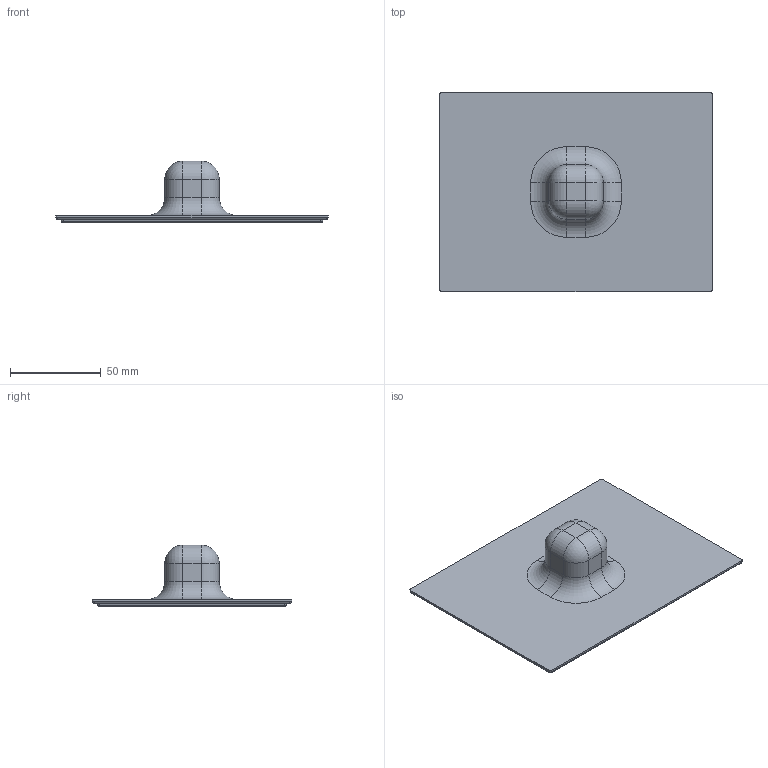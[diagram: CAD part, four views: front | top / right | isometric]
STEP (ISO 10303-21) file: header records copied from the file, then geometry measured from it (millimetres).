
FILE_DESCRIPTION(('STEP AP203'), '1');
FILE_NAME('Êðûøêà', '', ('UNSPECIFIED'), ('UNSPECIFIED'), 'C3D Converter', 'C3D Toolkit', '');
FILE_SCHEMA(('CONFIG_CONTROL_DESIGN'));
Length unit declared in the file: millimetre
Bounding box: 150 x 110 x 34 mm (x, y, z)
Volume: 87865.4 mm3; surface area: 36578.5 mm2
Topology: 1 solids, 1 shells, 60 faces, 136 edges, 68 vertices
Faces by surface type: cylinder 28, plane 12, sphere 12, torus 8
Entity records: 1604 total; most frequent: DIRECTION 314, CARTESIAN_POINT 253, ORIENTED_EDGE 248, AXIS2_PLACEMENT_3D 129, EDGE_CURVE 124, VERTEX_POINT 68, CIRCLE 68, FACE_BOUND 62
